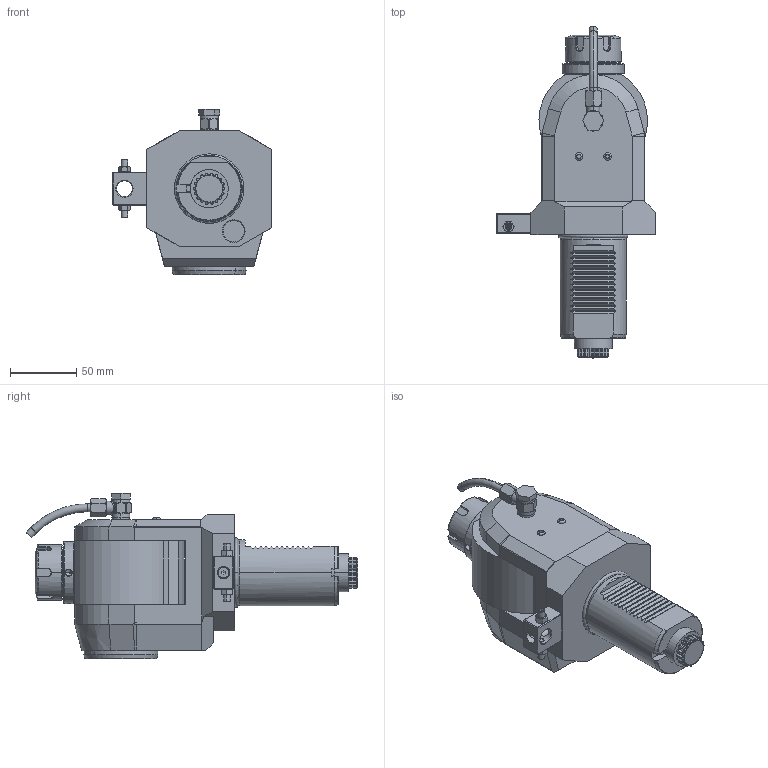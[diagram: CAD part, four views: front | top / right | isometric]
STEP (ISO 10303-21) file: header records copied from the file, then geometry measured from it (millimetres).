
FILE_DESCRIPTION((''),'2;1');
FILE_NAME('NGT1_50_531_25_2_2','2020-09-04T',('vali'),('NOVA GRUP'),'PRO/ENGINEER BY PARAMETRIC TECHNOLOGY CORPORATION, 2010280','PRO/ENGINEER BY PARAMETRIC TECHNOLOGY CORPORATION, 2010280','');
FILE_SCHEMA(('CONFIG_CONTROL_DESIGN'));
Length unit declared in the file: millimetre
Products named in the file (1): NGT1_50_531_25_2_2
Bounding box: 120 x 250.67 x 124.9 mm (x, y, z)
Volume: 1041823.8 mm3; surface area: 91252.4 mm2
Topology: 1 solids, 2 shells, 708 faces, 1834 edges, 1141 vertices
Faces by surface type: plane 271, cylinder 211, cone 108, bspline 80, torus 38
Entity records: 31414 total; most frequent: CARTESIAN_POINT 15198, ORIENTED_EDGE 3628, DIRECTION 2973, EDGE_CURVE 1814, VERTEX_POINT 1141, AXIS2_PLACEMENT_3D 1067, VECTOR 839, LINE 839
